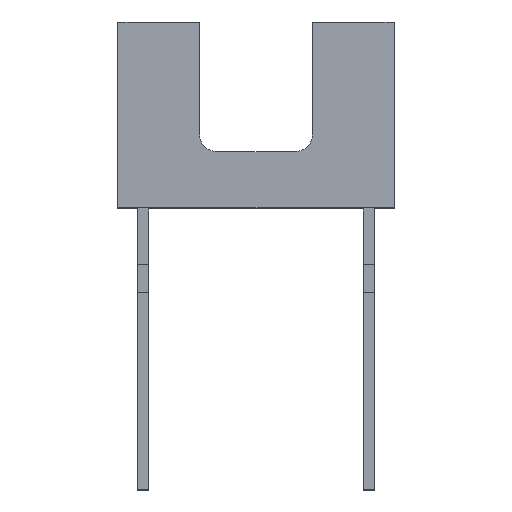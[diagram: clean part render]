
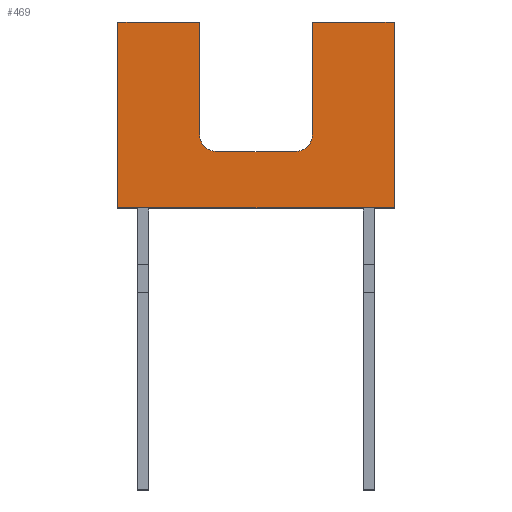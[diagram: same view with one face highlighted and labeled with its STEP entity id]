
A CAD part, top view. The second image highlights one B-rep face of the part: STEP entity #469.
In plain terms, the highlighted planar face has unit normal (0, 0, 1).
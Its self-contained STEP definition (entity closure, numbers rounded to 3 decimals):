
#404 = EDGE_CURVE ( 'NONE', #552, #411, #1366, .T. ) ;
#407 = VERTEX_POINT ( 'NONE', #1358 ) ;
#411 = VERTEX_POINT ( 'NONE', #1389 ) ;
#418 = EDGE_CURVE ( 'NONE', #558, #419, #1379, .T. ) ;
#419 = VERTEX_POINT ( 'NONE', #1559 ) ;
#422 = EDGE_CURVE ( 'NONE', #434, #407, #1653, .T. ) ;
#429 = EDGE_CURVE ( 'NONE', #827, #434, #1715, .T. ) ;
#434 = VERTEX_POINT ( 'NONE', #1579 ) ;
#453 = ORIENTED_EDGE ( 'NONE', *, *, #454, .T. ) ;
#454 = EDGE_CURVE ( 'NONE', #407, #552, #1707, .T. ) ;
#457 = ORIENTED_EDGE ( 'NONE', *, *, #418, .T. ) ;
#467 = EDGE_LOOP ( 'NONE', ( #477, #472, #475, #476, #692, #453, #713, #791, #457, #792 ) ) ;
#469 = ADVANCED_FACE ( 'NONE', ( #1680 ), #1558, .T. ) ;
#472 = ORIENTED_EDGE ( 'NONE', *, *, #700, .T. ) ;
#475 = ORIENTED_EDGE ( 'NONE', *, *, #822, .T. ) ;
#476 = ORIENTED_EDGE ( 'NONE', *, *, #429, .T. ) ;
#477 = ORIENTED_EDGE ( 'NONE', *, *, #876, .T. ) ;
#478 = EDGE_CURVE ( 'NONE', #419, #669, #1552, .T. ) ;
#552 = VERTEX_POINT ( 'NONE', #1605 ) ;
#558 = VERTEX_POINT ( 'NONE', #1594 ) ;
#669 = VERTEX_POINT ( 'NONE', #1953 ) ;
#692 = ORIENTED_EDGE ( 'NONE', *, *, #422, .T. ) ;
#698 = VERTEX_POINT ( 'NONE', #1966 ) ;
#700 = EDGE_CURVE ( 'NONE', #701, #698, #1965, .T. ) ;
#701 = VERTEX_POINT ( 'NONE', #1961 ) ;
#713 = ORIENTED_EDGE ( 'NONE', *, *, #404, .T. ) ;
#745 = EDGE_CURVE ( 'NONE', #411, #558, #1793, .T. ) ;
#791 = ORIENTED_EDGE ( 'NONE', *, *, #745, .T. ) ;
#792 = ORIENTED_EDGE ( 'NONE', *, *, #478, .T. ) ;
#822 = EDGE_CURVE ( 'NONE', #698, #827, #2160, .T. ) ;
#827 = VERTEX_POINT ( 'NONE', #2152 ) ;
#876 = EDGE_CURVE ( 'NONE', #669, #701, #2264, .T. ) ;
#1358 = CARTESIAN_POINT ( 'NONE',  ( 1., 1.3, 1.3 ) ) ;
#1363 = DIRECTION ( 'NONE',  ( -1., 0., 0. ) ) ;
#1364 = VECTOR ( 'NONE', #1363, 1000. ) ;
#1365 = CARTESIAN_POINT ( 'NONE',  ( 1., 1., 1.3 ) ) ;
#1366 = LINE ( 'NONE', #1365, #1364 ) ;
#1375 = DIRECTION ( 'NONE',  ( 0., 1., 0. ) ) ;
#1376 = VECTOR ( 'NONE', #1375, 1000. ) ;
#1377 = CARTESIAN_POINT ( 'NONE',  ( -1., 1., 1.3 ) ) ;
#1379 = LINE ( 'NONE', #1377, #1376 ) ;
#1389 = CARTESIAN_POINT ( 'NONE',  ( -0.7, 1., 1.3 ) ) ;
#1549 = DIRECTION ( 'NONE',  ( -1., 0., 0. ) ) ;
#1550 = VECTOR ( 'NONE', #1549, 1000. ) ;
#1551 = CARTESIAN_POINT ( 'NONE',  ( -1., 3.3, 1.3 ) ) ;
#1552 = LINE ( 'NONE', #1551, #1550 ) ;
#1554 = DIRECTION ( 'NONE',  ( 1., 0., 0. ) ) ;
#1555 = DIRECTION ( 'NONE',  ( 0., 0., 1. ) ) ;
#1556 = CARTESIAN_POINT ( 'NONE',  ( -2.45, 0., 1.3 ) ) ;
#1557 = AXIS2_PLACEMENT_3D ( 'NONE', #1556, #1555, #1554 ) ;
#1558 = PLANE ( 'NONE',  #1557 ) ;
#1559 = CARTESIAN_POINT ( 'NONE',  ( -1., 3.3, 1.3 ) ) ;
#1579 = CARTESIAN_POINT ( 'NONE',  ( 1., 3.3, 1.3 ) ) ;
#1594 = CARTESIAN_POINT ( 'NONE',  ( -1., 1.3, 1.3 ) ) ;
#1605 = CARTESIAN_POINT ( 'NONE',  ( 0.7, 1., 1.3 ) ) ;
#1629 = CARTESIAN_POINT ( 'NONE',  ( 0.7, 1.3, 1.3 ) ) ;
#1650 = DIRECTION ( 'NONE',  ( 0., -1., 0. ) ) ;
#1651 = VECTOR ( 'NONE', #1650, 1000. ) ;
#1652 = CARTESIAN_POINT ( 'NONE',  ( 1., 3.3, 1.3 ) ) ;
#1653 = LINE ( 'NONE', #1652, #1651 ) ;
#1680 = FACE_OUTER_BOUND ( 'NONE', #467, .T. ) ;
#1704 = DIRECTION ( 'NONE',  ( 1., 0., 0. ) ) ;
#1705 = DIRECTION ( 'NONE',  ( 0., 0., -1. ) ) ;
#1706 = AXIS2_PLACEMENT_3D ( 'NONE', #1629, #1705, #1704 ) ;
#1707 = CIRCLE ( 'NONE', #1706, 0.3 ) ;
#1712 = DIRECTION ( 'NONE',  ( -1., 0., 0. ) ) ;
#1713 = VECTOR ( 'NONE', #1712, 1000. ) ;
#1714 = CARTESIAN_POINT ( 'NONE',  ( 2.45, 3.3, 1.3 ) ) ;
#1715 = LINE ( 'NONE', #1714, #1713 ) ;
#1790 = AXIS2_PLACEMENT_3D ( 'NONE', #1791, #1792, #1794 ) ;
#1791 = CARTESIAN_POINT ( 'NONE',  ( -0.7, 1.3, 1.3 ) ) ;
#1792 = DIRECTION ( 'NONE',  ( 0., 0., -1. ) ) ;
#1793 = CIRCLE ( 'NONE', #1790, 0.3 ) ;
#1794 = DIRECTION ( 'NONE',  ( 1., 0., 0. ) ) ;
#1953 = CARTESIAN_POINT ( 'NONE',  ( -2.45, 3.3, 1.3 ) ) ;
#1961 = CARTESIAN_POINT ( 'NONE',  ( -2.45, 0., 1.3 ) ) ;
#1962 = DIRECTION ( 'NONE',  ( 1., 0., 0. ) ) ;
#1963 = VECTOR ( 'NONE', #1962, 1000. ) ;
#1964 = CARTESIAN_POINT ( 'NONE',  ( -2.45, 0., 1.3 ) ) ;
#1965 = LINE ( 'NONE', #1964, #1963 ) ;
#1966 = CARTESIAN_POINT ( 'NONE',  ( 2.45, 0., 1.3 ) ) ;
#2152 = CARTESIAN_POINT ( 'NONE',  ( 2.45, 3.3, 1.3 ) ) ;
#2157 = DIRECTION ( 'NONE',  ( 0., 1., 0. ) ) ;
#2158 = VECTOR ( 'NONE', #2157, 1000. ) ;
#2159 = CARTESIAN_POINT ( 'NONE',  ( 2.45, 0., 1.3 ) ) ;
#2160 = LINE ( 'NONE', #2159, #2158 ) ;
#2261 = DIRECTION ( 'NONE',  ( 0., -1., 0. ) ) ;
#2262 = VECTOR ( 'NONE', #2261, 1000. ) ;
#2263 = CARTESIAN_POINT ( 'NONE',  ( -2.45, 3.3, 1.3 ) ) ;
#2264 = LINE ( 'NONE', #2263, #2262 ) ;
